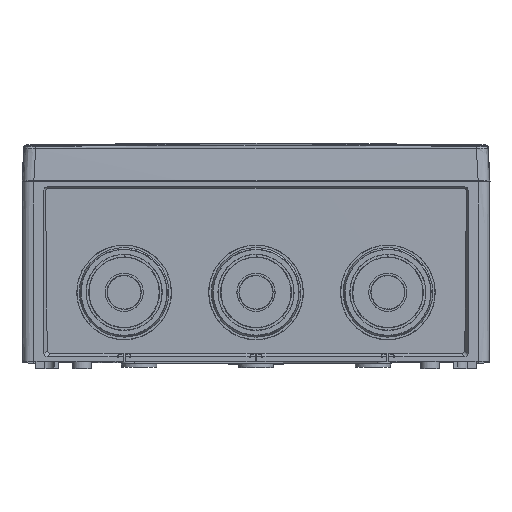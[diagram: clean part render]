
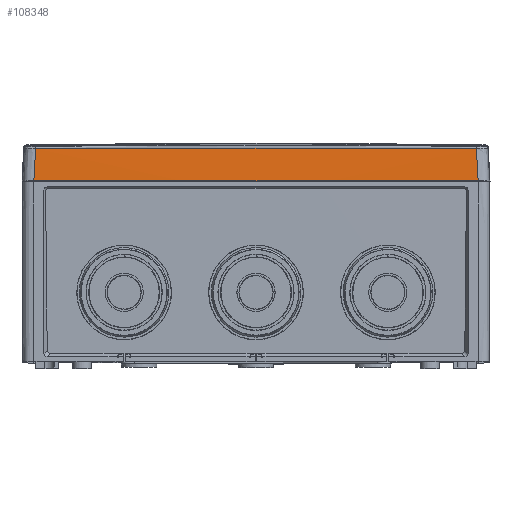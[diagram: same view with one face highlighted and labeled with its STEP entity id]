
A CAD part, top view. The second image highlights one B-rep face of the part: STEP entity #108348.
In plain terms, the highlighted conical face has half-angle 3 degrees and reference radius 21972 mm.
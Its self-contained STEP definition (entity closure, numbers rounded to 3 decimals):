
#84418=CARTESIAN_POINT('',(-118.744,-0.3,
99.695));
#84456=CARTESIAN_POINT('',(118.744,-0.3,
99.695));
#91304=CARTESIAN_POINT('',(-117.833,17.177,
98.784));
#91339=CARTESIAN_POINT('',(117.833,17.177,98.784));
#91340=CARTESIAN_POINT('',(115.477,17.209,98.795));
#91341=CARTESIAN_POINT('',(110.918,17.27,98.815));
#91342=CARTESIAN_POINT('',(104.644,17.349,98.842));
#91343=CARTESIAN_POINT('',(98.616,17.421,98.866));
#91344=CARTESIAN_POINT('',(92.984,17.484,98.887));
#91345=CARTESIAN_POINT('',(87.573,17.541,98.906));
#91346=CARTESIAN_POINT('',(82.323,17.593,98.924));
#91347=CARTESIAN_POINT('',(77.299,17.64,98.94));
#91348=CARTESIAN_POINT('',(72.533,17.681,98.954));
#91349=CARTESIAN_POINT('',(67.918,17.719,98.967));
#91350=CARTESIAN_POINT('',(63.333,17.754,98.978));
#91351=CARTESIAN_POINT('',(58.732,17.787,98.989));
#91352=CARTESIAN_POINT('',(54.118,17.817,99.));
#91353=CARTESIAN_POINT('',(49.561,17.845,99.009));
#91354=CARTESIAN_POINT('',(45.01,17.87,99.018));
#91355=CARTESIAN_POINT('',(40.19,17.894,99.026));
#91356=CARTESIAN_POINT('',(34.746,17.918,99.034));
#91357=CARTESIAN_POINT('',(28.498,17.942,99.042));
#91358=CARTESIAN_POINT('',(21.693,17.962,99.048));
#91359=CARTESIAN_POINT('',(14.665,17.977,99.053));
#91360=CARTESIAN_POINT('',(7.601,17.986,99.056));
#91361=CARTESIAN_POINT('',(0.571,17.989,
99.058));
#91362=CARTESIAN_POINT('',(-6.488,17.987,
99.057));
#91363=CARTESIAN_POINT('',(-13.533,17.978,
99.054));
#91364=CARTESIAN_POINT('',(-20.392,17.965,
99.049));
#91365=CARTESIAN_POINT('',(-26.826,17.947,
99.043));
#91366=CARTESIAN_POINT('',(-32.581,17.927,
99.037));
#91367=CARTESIAN_POINT('',(-37.672,17.906,
99.029));
#91368=CARTESIAN_POINT('',(-42.339,17.884,
99.022));
#91369=CARTESIAN_POINT('',(-46.877,17.86,
99.014));
#91370=CARTESIAN_POINT('',(-51.466,17.834,
99.005));
#91371=CARTESIAN_POINT('',(-56.089,17.805,
98.995));
#91372=CARTESIAN_POINT('',(-60.688,17.773,
98.985));
#91373=CARTESIAN_POINT('',(-65.261,17.74,
98.974));
#91374=CARTESIAN_POINT('',(-69.883,17.703,
98.961));
#91375=CARTESIAN_POINT('',(-74.709,17.663,
98.948));
#91376=CARTESIAN_POINT('',(-79.81,17.617,
98.932));
#91377=CARTESIAN_POINT('',(-85.106,17.566,
98.915));
#91378=CARTESIAN_POINT('',(-90.625,17.509,
98.896));
#91379=CARTESIAN_POINT('',(-96.428,17.446,
98.874));
#91380=CARTESIAN_POINT('',(-102.69,17.373,
98.85));
#91381=CARTESIAN_POINT('',(-109.668,17.286,
98.821));
#91382=CARTESIAN_POINT('',(-115.008,17.216,
98.797));
#91383=CARTESIAN_POINT('',(-117.833,17.177,
98.784));
#91388=CARTESIAN_POINT('',(117.833,17.177,98.784));
#91389=CARTESIAN_POINT('',(118.137,11.351,99.088));
#91390=CARTESIAN_POINT('',(118.44,5.526,99.391));
#91391=CARTESIAN_POINT('',(118.744,-0.3,
99.695));
#91396=CARTESIAN_POINT('',(0.,-0.3,
-21872.44));
#91397=DIRECTION('',(0.,-1.,0.));
#91398=DIRECTION('',(0.005,0.,1.));
#91399=AXIS2_PLACEMENT_3D('',#91396,#91397,#91398);
#91404=CARTESIAN_POINT('',(-117.833,17.177,
98.784));
#91405=CARTESIAN_POINT('',(-118.137,11.351,
99.088));
#91406=CARTESIAN_POINT('',(-118.44,5.526,
99.391));
#91407=CARTESIAN_POINT('',(-118.744,-0.3,
99.695));
#99050=VERTEX_POINT('',#84418);
#99053=VERTEX_POINT('',#84456);
#99054=VERTEX_POINT('',#91304);
#99058=VERTEX_POINT('',#91339);
#108335=CARTESIAN_POINT('',(0.,8.844,
-21872.44));
#108336=DIRECTION('',(0.,-1.,0.));
#108337=DIRECTION('',(-1.,0.,0.));
#108338=AXIS2_PLACEMENT_3D('',#108335,#108336,#108337);
#108339=CONICAL_SURFACE('2445',#108338,21971.977,3.);
#108341=ORIENTED_EDGE('20530',*,*,#108340,.F.);
#108343=ORIENTED_EDGE('20561',*,*,#108342,.T.);
#108344=ORIENTED_EDGE('20367',*,*,#99670,.T.);
#108345=ORIENTED_EDGE('20560',*,*,#108320,.F.);
#108346=EDGE_LOOP('2445',(#108341,#108343,#108344,#108345));
#108347=FACE_OUTER_BOUND('2445',#108346,.F.);
#91384=B_SPLINE_CURVE_WITH_KNOTS('20530',3,(#91339,#91340,#91341,#91342,#91343,
#91344,#91345,#91346,#91347,#91348,#91349,#91350,#91351,#91352,#91353,#91354,
#91355,#91356,#91357,#91358,#91359,#91360,#91361,#91362,#91363,#91364,#91365,
#91366,#91367,#91368,#91369,#91370,#91371,#91372,#91373,#91374,#91375,#91376,
#91377,#91378,#91379,#91380,#91381,#91382,#91383),.UNSPECIFIED.,.F.,.F.,(4,1,1,
1,1,1,1,1,1,1,1,1,1,1,1,1,1,1,1,1,1,1,1,1,1,1,1,1,1,1,1,1,1,1,1,1,1,1,1,1,1,1,
4),(0.,0.024,0.048,0.071,
0.095,0.119,0.143,0.167,
0.19,0.214,0.238,0.262,
0.286,0.31,0.333,0.357,
0.381,0.405,0.429,0.452,
0.476,0.5,0.524,0.548,0.571,
0.595,0.619,0.643,0.667,
0.69,0.714,0.738,0.762,
0.786,0.81,0.833,0.857,
0.881,0.905,0.929,0.952,
0.976,1.),.UNSPECIFIED.);
#91392=B_SPLINE_CURVE_WITH_KNOTS('20561',3,(#91388,#91389,#91390,#91391),
.UNSPECIFIED.,.F.,.F.,(4,4),(0.,1.),.UNSPECIFIED.);
#91400=CIRCLE('20367',#91399,21972.456);
#91408=B_SPLINE_CURVE_WITH_KNOTS('20560',3,(#91404,#91405,#91406,#91407),
.UNSPECIFIED.,.F.,.F.,(4,4),(0.,1.),.UNSPECIFIED.);
#99670=EDGE_CURVE('20367',#99053,#99050,#91400,.T.);
#108320=EDGE_CURVE('20560',#99054,#99050,#91408,.T.);
#108340=EDGE_CURVE('20530',#99058,#99054,#91384,.T.);
#108342=EDGE_CURVE('20561',#99058,#99053,#91392,.T.);
#108348=ADVANCED_FACE('2445',(#108347),#108339,.T.);
